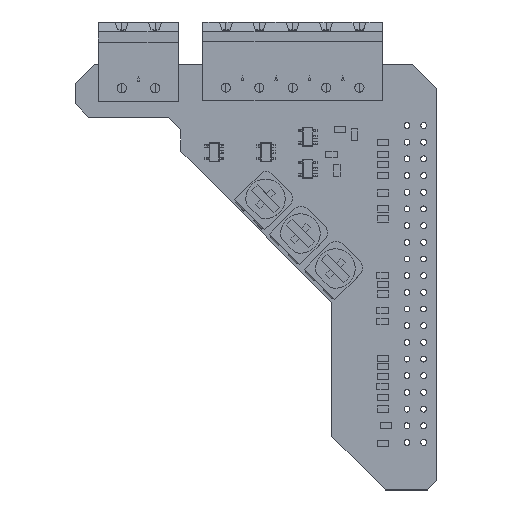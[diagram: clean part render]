
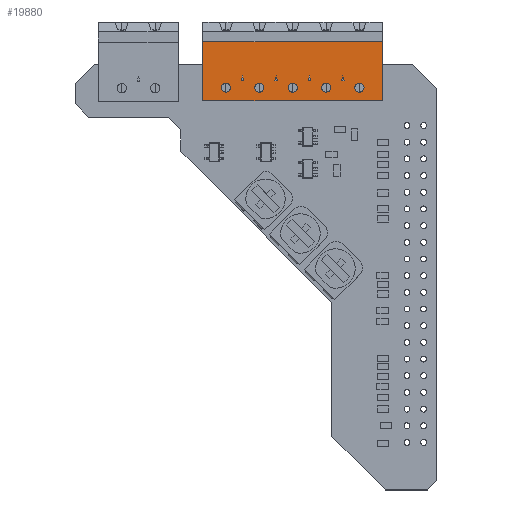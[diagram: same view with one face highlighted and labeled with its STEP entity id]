
A CAD part, top view. The second image highlights one B-rep face of the part: STEP entity #19880.
In plain terms, the highlighted face is planar.
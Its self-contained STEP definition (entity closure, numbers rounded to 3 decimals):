
#11979 = VERTEX_POINT('',#11980);
#11980 = CARTESIAN_POINT('',(45.627,45.443,3.54));
#11986 = EDGE_CURVE('',#11987,#11979,#11989,.T.);
#11987 = VERTEX_POINT('',#11988);
#11988 = CARTESIAN_POINT('',(36.627,45.443,3.54));
#11989 = LINE('',#11990,#11991);
#11990 = CARTESIAN_POINT('',(0.,45.443,3.54));
#11991 = VECTOR('',#11992,1.);
#11992 = DIRECTION('',(1.,0.,0.));
#12227 = EDGE_CURVE('',#12228,#12230,#12232,.T.);
#12228 = VERTEX_POINT('',#12229);
#12229 = CARTESIAN_POINT('',(37.927,45.443,0.));
#12230 = VERTEX_POINT('',#12231);
#12231 = CARTESIAN_POINT('',(39.327,45.443,0.));
#12232 = CIRCLE('',#12233,0.7);
#12233 = AXIS2_PLACEMENT_3D('',#12234,#12235,#12236);
#12234 = CARTESIAN_POINT('',(38.627,45.443,
    0.));
#12235 = DIRECTION('',(0.,-1.,0.));
#12236 = DIRECTION('',(1.,0.,0.));
#13647 = EDGE_CURVE('',#12230,#12228,#13648,.T.);
#13648 = CIRCLE('',#13649,0.7);
#13649 = AXIS2_PLACEMENT_3D('',#13650,#13651,#13652);
#13650 = CARTESIAN_POINT('',(38.627,45.443,
    0.));
#13651 = DIRECTION('',(0.,-1.,0.));
#13652 = DIRECTION('',(1.,0.,0.));
#13784 = EDGE_CURVE('',#13785,#13787,#13789,.T.);
#13785 = VERTEX_POINT('',#13786);
#13786 = CARTESIAN_POINT('',(39.327,45.443,-10.16));
#13787 = VERTEX_POINT('',#13788);
#13788 = CARTESIAN_POINT('',(37.927,45.443,-10.16));
#13789 = CIRCLE('',#13790,0.7);
#13790 = AXIS2_PLACEMENT_3D('',#13791,#13792,#13793);
#13791 = CARTESIAN_POINT('',(38.627,45.443,-10.16));
#13792 = DIRECTION('',(0.,-1.,0.));
#13793 = DIRECTION('',(1.,0.,0.));
#15706 = EDGE_CURVE('',#11987,#15707,#15709,.T.);
#15707 = VERTEX_POINT('',#15708);
#15708 = CARTESIAN_POINT('',(36.627,45.443,-23.86));
#15709 = LINE('',#15710,#15711);
#15710 = CARTESIAN_POINT('',(36.627,45.443,-5.08));
#15711 = VECTOR('',#15712,1.);
#15712 = DIRECTION('',(0.,0.,-1.));
#15912 = VERTEX_POINT('',#15913);
#15913 = CARTESIAN_POINT('',(40.427,45.443,-7.62));
#15930 = VERTEX_POINT('',#15931);
#15931 = CARTESIAN_POINT('',(39.677,45.443,
    -7.419));
#15937 = EDGE_CURVE('',#15930,#15912,#15938,.T.);
#15938 = LINE('',#15939,#15940);
#15939 = CARTESIAN_POINT('',(0.,45.443,3.212));
#15940 = VECTOR('',#15941,1.);
#15941 = DIRECTION('',(0.966,0.,-0.259));
#15961 = VERTEX_POINT('',#15962);
#15962 = CARTESIAN_POINT('',(39.677,45.443,
    -7.821));
#15968 = EDGE_CURVE('',#15930,#15961,#15969,.T.);
#15969 = LINE('',#15970,#15971);
#15970 = CARTESIAN_POINT('',(39.677,45.443,-5.08));
#15971 = VECTOR('',#15972,1.);
#15972 = DIRECTION('',(0.,0.,-1.));
#15990 = EDGE_CURVE('',#15961,#15912,#15991,.T.);
#15991 = LINE('',#15992,#15993);
#15992 = CARTESIAN_POINT('',(0.,45.443,-18.452));
#15993 = VECTOR('',#15994,1.);
#15994 = DIRECTION('',(0.966,0.,0.259));
#16024 = VERTEX_POINT('',#16025);
#16025 = CARTESIAN_POINT('',(45.627,45.443,-23.86));
#16031 = EDGE_CURVE('',#11979,#16024,#16032,.T.);
#16032 = LINE('',#16033,#16034);
#16033 = CARTESIAN_POINT('',(45.627,45.443,-15.24));
#16034 = VECTOR('',#16035,1.);
#16035 = DIRECTION('',(0.,0.,-1.));
#16796 = EDGE_CURVE('',#16797,#16799,#16801,.T.);
#16797 = VERTEX_POINT('',#16798);
#16798 = CARTESIAN_POINT('',(37.927,45.443,-5.08));
#16799 = VERTEX_POINT('',#16800);
#16800 = CARTESIAN_POINT('',(39.327,45.443,-5.08));
#16801 = CIRCLE('',#16802,0.7);
#16802 = AXIS2_PLACEMENT_3D('',#16803,#16804,#16805);
#16803 = CARTESIAN_POINT('',(38.627,45.443,-5.08));
#16804 = DIRECTION('',(0.,-1.,0.));
#16805 = DIRECTION('',(1.,0.,0.));
#17771 = EDGE_CURVE('',#17772,#17774,#17776,.T.);
#17772 = VERTEX_POINT('',#17773);
#17773 = CARTESIAN_POINT('',(39.327,45.443,-15.24));
#17774 = VERTEX_POINT('',#17775);
#17775 = CARTESIAN_POINT('',(37.927,45.443,-15.24));
#17776 = CIRCLE('',#17777,0.7);
#17777 = AXIS2_PLACEMENT_3D('',#17778,#17779,#17780);
#17778 = CARTESIAN_POINT('',(38.627,45.443,-15.24));
#17779 = DIRECTION('',(0.,-1.,0.));
#17780 = DIRECTION('',(1.,0.,0.));
#17885 = VERTEX_POINT('',#17886);
#17886 = CARTESIAN_POINT('',(40.427,45.443,-12.7));
#17903 = VERTEX_POINT('',#17904);
#17904 = CARTESIAN_POINT('',(39.677,45.443,
    -12.499));
#17910 = EDGE_CURVE('',#17903,#17885,#17911,.T.);
#17911 = LINE('',#17912,#17913);
#17912 = CARTESIAN_POINT('',(0.,45.443,-1.868));
#17913 = VECTOR('',#17914,1.);
#17914 = DIRECTION('',(0.966,0.,-0.259));
#17934 = VERTEX_POINT('',#17935);
#17935 = CARTESIAN_POINT('',(39.677,45.443,
    -12.901));
#17941 = EDGE_CURVE('',#17903,#17934,#17942,.T.);
#17942 = LINE('',#17943,#17944);
#17943 = CARTESIAN_POINT('',(39.677,45.443,-10.16));
#17944 = VECTOR('',#17945,1.);
#17945 = DIRECTION('',(0.,0.,-1.));
#17963 = EDGE_CURVE('',#17934,#17885,#17964,.T.);
#17964 = LINE('',#17965,#17966);
#17965 = CARTESIAN_POINT('',(0.,45.443,-23.532));
#17966 = VECTOR('',#17967,1.);
#17967 = DIRECTION('',(0.966,0.,0.259));
#17988 = EDGE_CURVE('',#13787,#13785,#17989,.T.);
#17989 = CIRCLE('',#17990,0.7);
#17990 = AXIS2_PLACEMENT_3D('',#17991,#17992,#17993);
#17991 = CARTESIAN_POINT('',(38.627,45.443,-10.16));
#17992 = DIRECTION('',(0.,-1.,0.));
#17993 = DIRECTION('',(1.,0.,0.));
#19868 = EDGE_CURVE('',#17774,#17772,#19869,.T.);
#19869 = CIRCLE('',#19870,0.7);
#19870 = AXIS2_PLACEMENT_3D('',#19871,#19872,#19873);
#19871 = CARTESIAN_POINT('',(38.627,45.443,-15.24));
#19872 = DIRECTION('',(0.,-1.,0.));
#19873 = DIRECTION('',(1.,0.,0.));
#19880 = ADVANCED_FACE('',(#19881,#19901,#19927,#19937,#19942,#19946,
    #19972,#19976,#19981,#19985),#19996,.F.);
#19881 = FACE_BOUND('',#19882,.T.);
#19882 = EDGE_LOOP('',(#19883,#19894));
#19883 = ORIENTED_EDGE('',*,*,#19884,.T.);
#19884 = EDGE_CURVE('',#19885,#19887,#19889,.T.);
#19885 = VERTEX_POINT('',#19886);
#19886 = CARTESIAN_POINT('',(39.327,45.443,-20.32));
#19887 = VERTEX_POINT('',#19888);
#19888 = CARTESIAN_POINT('',(37.927,45.443,-20.32));
#19889 = CIRCLE('',#19890,0.7);
#19890 = AXIS2_PLACEMENT_3D('',#19891,#19892,#19893);
#19891 = CARTESIAN_POINT('',(38.627,45.443,-20.32));
#19892 = DIRECTION('',(0.,-1.,0.));
#19893 = DIRECTION('',(1.,0.,0.));
#19894 = ORIENTED_EDGE('',*,*,#19895,.T.);
#19895 = EDGE_CURVE('',#19887,#19885,#19896,.T.);
#19896 = CIRCLE('',#19897,0.7);
#19897 = AXIS2_PLACEMENT_3D('',#19898,#19899,#19900);
#19898 = CARTESIAN_POINT('',(38.627,45.443,-20.32));
#19899 = DIRECTION('',(0.,-1.,0.));
#19900 = DIRECTION('',(1.,0.,0.));
#19901 = FACE_BOUND('',#19902,.T.);
#19902 = EDGE_LOOP('',(#19903,#19913,#19921));
#19903 = ORIENTED_EDGE('',*,*,#19904,.F.);
#19904 = EDGE_CURVE('',#19905,#19907,#19909,.T.);
#19905 = VERTEX_POINT('',#19906);
#19906 = CARTESIAN_POINT('',(39.677,45.443,
    -17.579));
#19907 = VERTEX_POINT('',#19908);
#19908 = CARTESIAN_POINT('',(40.427,45.443,-17.78));
#19909 = LINE('',#19910,#19911);
#19910 = CARTESIAN_POINT('',(0.,45.443,-6.948));
#19911 = VECTOR('',#19912,1.);
#19912 = DIRECTION('',(0.966,0.,-0.259));
#19913 = ORIENTED_EDGE('',*,*,#19914,.T.);
#19914 = EDGE_CURVE('',#19905,#19915,#19917,.T.);
#19915 = VERTEX_POINT('',#19916);
#19916 = CARTESIAN_POINT('',(39.677,45.443,
    -17.981));
#19917 = LINE('',#19918,#19919);
#19918 = CARTESIAN_POINT('',(39.677,45.443,-15.24));
#19919 = VECTOR('',#19920,1.);
#19920 = DIRECTION('',(0.,0.,-1.));
#19921 = ORIENTED_EDGE('',*,*,#19922,.T.);
#19922 = EDGE_CURVE('',#19915,#19907,#19923,.T.);
#19923 = LINE('',#19924,#19925);
#19924 = CARTESIAN_POINT('',(0.,45.443,-28.612));
#19925 = VECTOR('',#19926,1.);
#19926 = DIRECTION('',(0.966,0.,0.259));
#19927 = FACE_BOUND('',#19928,.T.);
#19928 = EDGE_LOOP('',(#19929,#19936));
#19929 = ORIENTED_EDGE('',*,*,#19930,.T.);
#19930 = EDGE_CURVE('',#16799,#16797,#19931,.T.);
#19931 = CIRCLE('',#19932,0.7);
#19932 = AXIS2_PLACEMENT_3D('',#19933,#19934,#19935);
#19933 = CARTESIAN_POINT('',(38.627,45.443,-5.08));
#19934 = DIRECTION('',(0.,-1.,0.));
#19935 = DIRECTION('',(1.,0.,0.));
#19936 = ORIENTED_EDGE('',*,*,#16796,.T.);
#19937 = FACE_BOUND('',#19938,.T.);
#19938 = EDGE_LOOP('',(#19939,#19940,#19941));
#19939 = ORIENTED_EDGE('',*,*,#15937,.F.);
#19940 = ORIENTED_EDGE('',*,*,#15968,.T.);
#19941 = ORIENTED_EDGE('',*,*,#15990,.T.);
#19942 = FACE_BOUND('',#19943,.T.);
#19943 = EDGE_LOOP('',(#19944,#19945));
#19944 = ORIENTED_EDGE('',*,*,#12227,.T.);
#19945 = ORIENTED_EDGE('',*,*,#13647,.T.);
#19946 = FACE_BOUND('',#19947,.T.);
#19947 = EDGE_LOOP('',(#19948,#19958,#19966));
#19948 = ORIENTED_EDGE('',*,*,#19949,.F.);
#19949 = EDGE_CURVE('',#19950,#19952,#19954,.T.);
#19950 = VERTEX_POINT('',#19951);
#19951 = CARTESIAN_POINT('',(39.677,45.443,
    -2.339));
#19952 = VERTEX_POINT('',#19953);
#19953 = CARTESIAN_POINT('',(40.427,45.443,-2.54));
#19954 = LINE('',#19955,#19956);
#19955 = CARTESIAN_POINT('',(0.,45.443,8.292));
#19956 = VECTOR('',#19957,1.);
#19957 = DIRECTION('',(0.966,0.,-0.259));
#19958 = ORIENTED_EDGE('',*,*,#19959,.T.);
#19959 = EDGE_CURVE('',#19950,#19960,#19962,.T.);
#19960 = VERTEX_POINT('',#19961);
#19961 = CARTESIAN_POINT('',(39.677,45.443,
    -2.741));
#19962 = LINE('',#19963,#19964);
#19963 = CARTESIAN_POINT('',(39.677,45.443,0.));
#19964 = VECTOR('',#19965,1.);
#19965 = DIRECTION('',(0.,0.,-1.));
#19966 = ORIENTED_EDGE('',*,*,#19967,.T.);
#19967 = EDGE_CURVE('',#19960,#19952,#19968,.T.);
#19968 = LINE('',#19969,#19970);
#19969 = CARTESIAN_POINT('',(0.,45.443,-13.372));
#19970 = VECTOR('',#19971,1.);
#19971 = DIRECTION('',(0.966,0.,0.259));
#19972 = FACE_BOUND('',#19973,.T.);
#19973 = EDGE_LOOP('',(#19974,#19975));
#19974 = ORIENTED_EDGE('',*,*,#13784,.T.);
#19975 = ORIENTED_EDGE('',*,*,#17988,.T.);
#19976 = FACE_BOUND('',#19977,.T.);
#19977 = EDGE_LOOP('',(#19978,#19979,#19980));
#19978 = ORIENTED_EDGE('',*,*,#17910,.F.);
#19979 = ORIENTED_EDGE('',*,*,#17941,.T.);
#19980 = ORIENTED_EDGE('',*,*,#17963,.T.);
#19981 = FACE_BOUND('',#19982,.T.);
#19982 = EDGE_LOOP('',(#19983,#19984));
#19983 = ORIENTED_EDGE('',*,*,#19868,.T.);
#19984 = ORIENTED_EDGE('',*,*,#17771,.T.);
#19985 = FACE_BOUND('',#19986,.T.);
#19986 = EDGE_LOOP('',(#19987,#19988,#19989,#19990));
#19987 = ORIENTED_EDGE('',*,*,#15706,.F.);
#19988 = ORIENTED_EDGE('',*,*,#11986,.T.);
#19989 = ORIENTED_EDGE('',*,*,#16031,.T.);
#19990 = ORIENTED_EDGE('',*,*,#19991,.F.);
#19991 = EDGE_CURVE('',#15707,#16024,#19992,.T.);
#19992 = LINE('',#19993,#19994);
#19993 = CARTESIAN_POINT('',(0.,45.443,-23.86));
#19994 = VECTOR('',#19995,1.);
#19995 = DIRECTION('',(1.,0.,0.));
#19996 = PLANE('',#19997);
#19997 = AXIS2_PLACEMENT_3D('',#19998,#19999,#20000);
#19998 = CARTESIAN_POINT('',(40.968,45.443,
    -19.251));
#19999 = DIRECTION('',(0.,-1.,0.));
#20000 = DIRECTION('',(1.,0.,0.));
